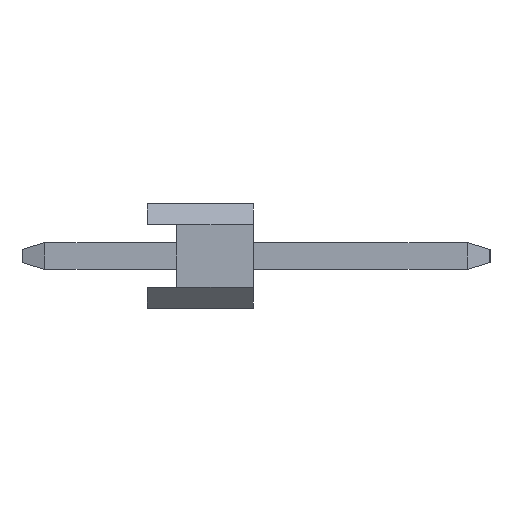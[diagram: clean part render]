
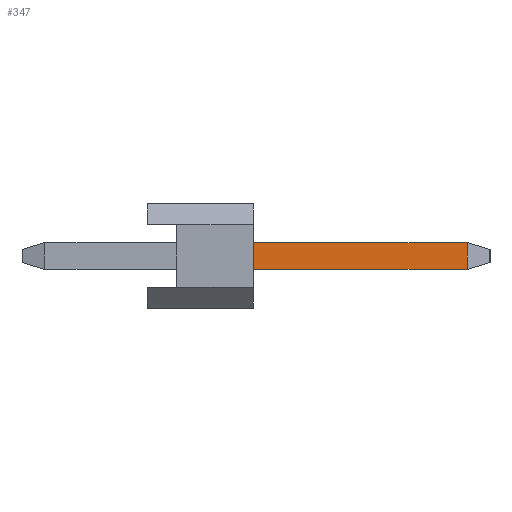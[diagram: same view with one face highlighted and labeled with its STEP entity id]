
A CAD part, left-side view. The second image highlights one B-rep face of the part: STEP entity #347.
In plain terms, the highlighted planar face has unit normal (-1, 0, 0).
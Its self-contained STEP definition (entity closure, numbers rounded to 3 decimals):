
#347=ADVANCED_FACE('',(#1102),#1103,.T.);
#1102=FACE_OUTER_BOUND('',#2098,.T.);
#1103=PLANE('',#2099);
#2098=EDGE_LOOP('',(#4454,#4455,#4456,#4457));
#2099=AXIS2_PLACEMENT_3D('',#4458,#4459,#4460);
#4454=ORIENTED_EDGE('',*,*,#6907,.F.);
#4455=ORIENTED_EDGE('',*,*,#6903,.F.);
#4456=ORIENTED_EDGE('',*,*,#6908,.F.);
#4457=ORIENTED_EDGE('',*,*,#6909,.F.);
#4458=CARTESIAN_POINT('',(-19.37,2.454,0.5));
#4459=DIRECTION('',(-1.0,0.,0.));
#4460=DIRECTION('',(0.,1.0,0.));
#6903=EDGE_CURVE('',#8417,#8413,#8419,.T.);
#6907=EDGE_CURVE('',#8413,#8425,#8426,.T.);
#6908=EDGE_CURVE('',#8427,#8417,#8428,.T.);
#6909=EDGE_CURVE('',#8425,#8427,#8429,.T.);
#8413=VERTEX_POINT('',#10869);
#8417=VERTEX_POINT('',#10875);
#8419=LINE('',#10878,#10879);
#8425=VERTEX_POINT('',#10888);
#8426=LINE('',#10889,#10890);
#8427=VERTEX_POINT('',#10891);
#8428=LINE('',#10892,#10893);
#8429=LINE('',#10894,#10895);
#10869=CARTESIAN_POINT('',(-19.37,-2.54,-0.32));
#10875=CARTESIAN_POINT('',(-19.37,-7.654,-0.32));
#10878=CARTESIAN_POINT('',(-19.37,2.454,-0.32));
#10879=VECTOR('',#12919,1.0);
#10888=CARTESIAN_POINT('',(-19.37,-2.54,0.32));
#10889=CARTESIAN_POINT('',(-19.37,-2.54,0.25));
#10890=VECTOR('',#12923,1.0);
#10891=CARTESIAN_POINT('',(-19.37,-7.654,0.32));
#10892=CARTESIAN_POINT('',(-19.37,-7.654,0.5));
#10893=VECTOR('',#12924,1.0);
#10894=CARTESIAN_POINT('',(-19.37,-2.6,0.32));
#10895=VECTOR('',#12925,1.0);
#12919=DIRECTION('',(0.,1.0,0.));
#12923=DIRECTION('',(0.,0.,1.0));
#12924=DIRECTION('',(0.0,0.,-1.0));
#12925=DIRECTION('',(0.,-1.0,0.));
